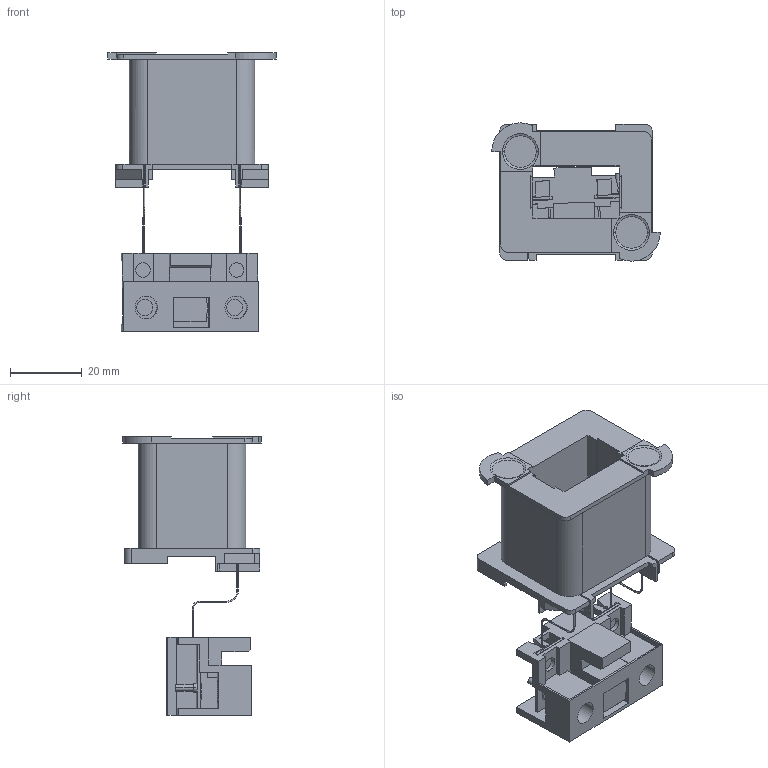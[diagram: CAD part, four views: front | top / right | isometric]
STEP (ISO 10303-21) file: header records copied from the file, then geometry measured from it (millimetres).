
FILE_DESCRIPTION (( 'STEP AP214' ), '1' );
FILE_NAME ('B3TY7463-0AK6.STEP', '2019-09-18T22:43:51', ( '' ), ( '' ), 'SwSTEP 2.0', 'SolidWorks 2017', '' );
FILE_SCHEMA (( 'AUTOMOTIVE_DESIGN' ));
Length unit declared in the file: millimetre
Products named in the file (3): B3TY7463-0AK6; AUX PART
Assembly tree (2 placements, depth 2):
  B3TY7463-0AK6
    B3TY7463-0AK6
    AUX PART
Bounding box: 47 x 38.53 x 77.73 mm (x, y, z)
Volume: 30229.4 mm3; surface area: 18611.4 mm2
Topology: 5 solids, 5 shells, 363 faces, 1015 edges, 672 vertices
Faces by surface type: plane 295, cylinder 56, torus 8, cone 4
Entity records: 11726 total; most frequent: CARTESIAN_POINT 2067, ORIENTED_EDGE 2030, DIRECTION 1899, EDGE_CURVE 1015, VECTOR 859, LINE 859, VERTEX_POINT 672, AXIS2_PLACEMENT_3D 520
